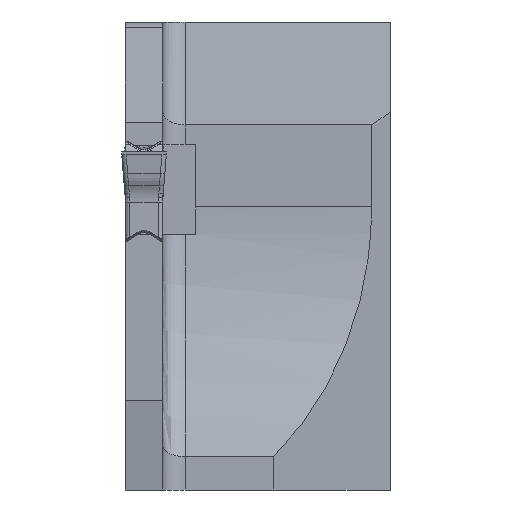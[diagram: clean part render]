
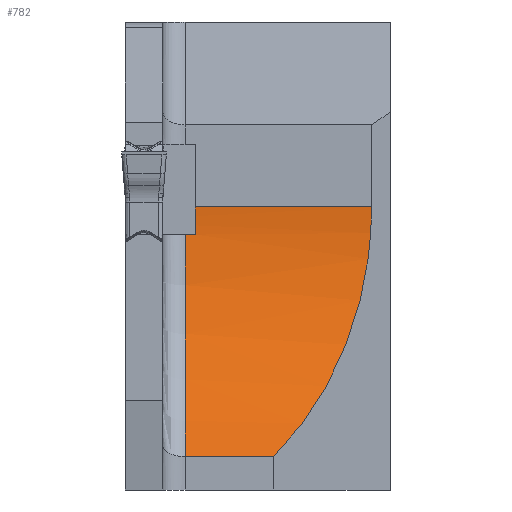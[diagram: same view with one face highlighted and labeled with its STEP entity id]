
A CAD part, front view. The second image highlights one B-rep face of the part: STEP entity #782.
In plain terms, the highlighted cylindrical face has radius 14.583 mm (diameter 29.166 mm), a partial arc.
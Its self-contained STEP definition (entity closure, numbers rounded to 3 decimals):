
#528=CYLINDRICAL_SURFACE('',#4525,14.583);
#614=CIRCLE('',#4523,14.583);
#615=CIRCLE('',#4524,14.583);
#726=ELLIPSE('',#4520,19.037,14.583);
#782=ADVANCED_FACE('',(#1123),#528,.F.);
#1123=FACE_OUTER_BOUND('',#1397,.T.);
#1397=EDGE_LOOP('',(#1774,#1775,#1776,#1777,#1778,#1779));
#1774=ORIENTED_EDGE('',*,*,#3486,.T.);
#1775=ORIENTED_EDGE('',*,*,#3487,.T.);
#1776=ORIENTED_EDGE('',*,*,#3484,.F.);
#1777=ORIENTED_EDGE('',*,*,#3482,.T.);
#1778=ORIENTED_EDGE('',*,*,#3467,.F.);
#1779=ORIENTED_EDGE('',*,*,#3488,.T.);
#3048=VERTEX_POINT('',#5754);
#3049=VERTEX_POINT('',#5756);
#3052=VERTEX_POINT('',#5782);
#3053=VERTEX_POINT('',#5786);
#3054=VERTEX_POINT('',#5790);
#3055=VERTEX_POINT('',#5791);
#3467=EDGE_CURVE('',#3048,#3049,#4127,.T.);
#3482=EDGE_CURVE('',#3052,#3049,#726,.T.);
#3484=EDGE_CURVE('',#3052,#3053,#4142,.T.);
#3486=EDGE_CURVE('',#3054,#3055,#4144,.T.);
#3487=EDGE_CURVE('',#3055,#3053,#614,.T.);
#3488=EDGE_CURVE('',#3048,#3054,#615,.T.);
#4127=LINE('',#5755,#4333);
#4142=LINE('',#5785,#4348);
#4144=LINE('',#5789,#4350);
#4333=VECTOR('',#4885,1.);
#4348=VECTOR('',#4922,1.);
#4350=VECTOR('',#4926,1.);
#4520=AXIS2_PLACEMENT_3D('',#5781,#4917,#4918);
#4523=AXIS2_PLACEMENT_3D('',#5792,#4927,#4928);
#4524=AXIS2_PLACEMENT_3D('',#5793,#4929,#4930);
#4525=AXIS2_PLACEMENT_3D('',#5794,#4931,#4932);
#4885=DIRECTION('',(1.,0.,0.));
#4917=DIRECTION('',(0.766,-0.643,0.));
#4918=DIRECTION('',(0.643,0.766,0.));
#4922=DIRECTION('',(-1.,0.,0.));
#4926=DIRECTION('',(-1.,0.,0.));
#4927=DIRECTION('',(-1.,0.,0.));
#4928=DIRECTION('',(0.,0.,1.));
#4929=DIRECTION('',(-1.,0.,0.));
#4930=DIRECTION('',(0.,0.,1.));
#4931=DIRECTION('',(1.,0.,0.));
#4932=DIRECTION('',(0.,0.,1.));
#5754=CARTESIAN_POINT('',(-8.75,-87.,9.7));
#5755=CARTESIAN_POINT('',(-12.155,-87.,9.7));
#5756=CARTESIAN_POINT('',(-0.839,-87.,9.7));
#5781=CARTESIAN_POINT('',(-13.076,-101.583,9.7));
#5782=CARTESIAN_POINT('',(-5.239,-92.244,-1.5));
#5785=CARTESIAN_POINT('',(-12.155,-92.244,-1.5));
#5786=CARTESIAN_POINT('',(-9.2,-92.244,-1.5));
#5789=CARTESIAN_POINT('',(-12.155,-87.053,8.46));
#5790=CARTESIAN_POINT('',(-8.75,-87.053,8.46));
#5791=CARTESIAN_POINT('',(-9.2,-87.053,8.46));
#5792=CARTESIAN_POINT('',(-9.2,-101.583,9.7));
#5793=CARTESIAN_POINT('',(-8.75,-101.583,9.7));
#5794=CARTESIAN_POINT('',(-12.155,-101.583,9.7));
